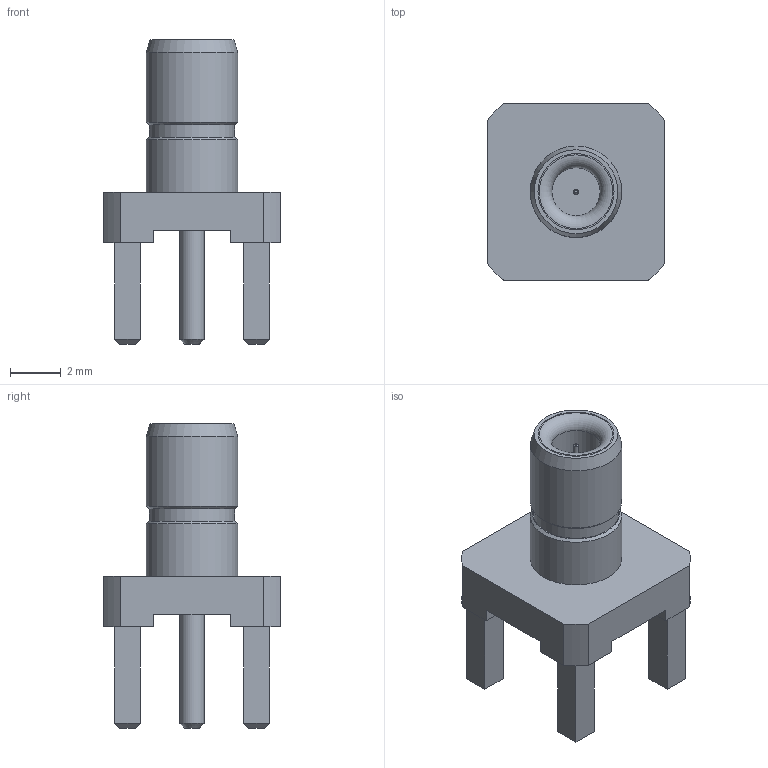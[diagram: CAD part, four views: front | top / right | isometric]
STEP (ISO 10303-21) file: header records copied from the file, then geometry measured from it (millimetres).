
FILE_DESCRIPTION(/* description */ (''),/* implementation_level */ '2;1');
FILE_NAME(/* name */ 'SMB standing.step',/* time_stamp */ '2019-10-16T14:56:29+02:00',/* author */ (''),/* organization */ (''),/* preprocessor_version */ 'ST-DEVELOPER v18',/* originating_system */ 'Autodesk Translation Framework v8.6.0.1094',/* authorisation */ '');
FILE_SCHEMA (('AUTOMOTIVE_DESIGN { 1 0 10303 214 3 1 1 }'));
Length unit declared in the file: millimetre
Products named in the file (1): SMB standing
Bounding box: 7 x 7 x 12 mm (x, y, z)
Volume: 137.8 mm3; surface area: 438.4 mm2
Topology: 3 solids, 3 shells, 81 faces, 180 edges, 114 vertices
Faces by surface type: plane 63, cylinder 12, cone 5, torus 1
Full cylindrical faces by diameter (mm): 0.2 x1, 0.96 x1, 1.9 x1, 3 x2, 3.349 x1, 3.6 x2
Entity records: 2254 total; most frequent: DIRECTION 379, CARTESIAN_POINT 376, ORIENTED_EDGE 360, EDGE_CURVE 180, LINE 145, VECTOR 145, AXIS2_PLACEMENT_3D 117, VERTEX_POINT 114
